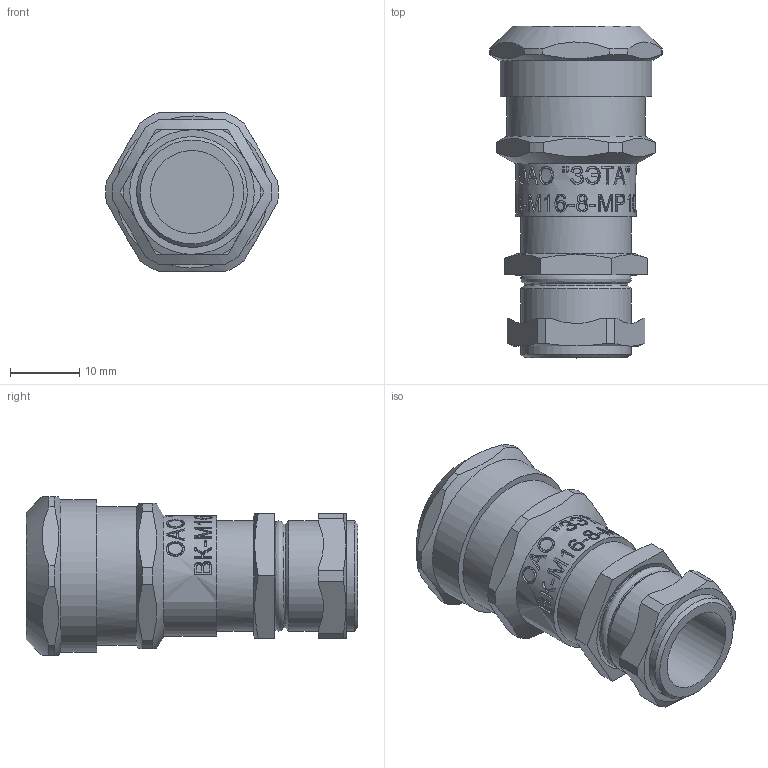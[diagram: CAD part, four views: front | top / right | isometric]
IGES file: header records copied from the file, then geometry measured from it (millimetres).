
Global section: file name: ВК-М16-МР10(4-8мм); native system: Autodesk Inventor 2015; preprocessor: unknown; author: Борисов Е.В.,,11,0,; ; date: 20160917.181612; units: centimetre
Bounding box: 25 x 48 x 23 mm (x, y, z)
Volume: 10437.1 mm3; surface area: 5476.2 mm2
Topology: 1 solids, 1 shells, 390 faces, 1040 edges, 695 vertices
Faces by surface type: bspline 390
